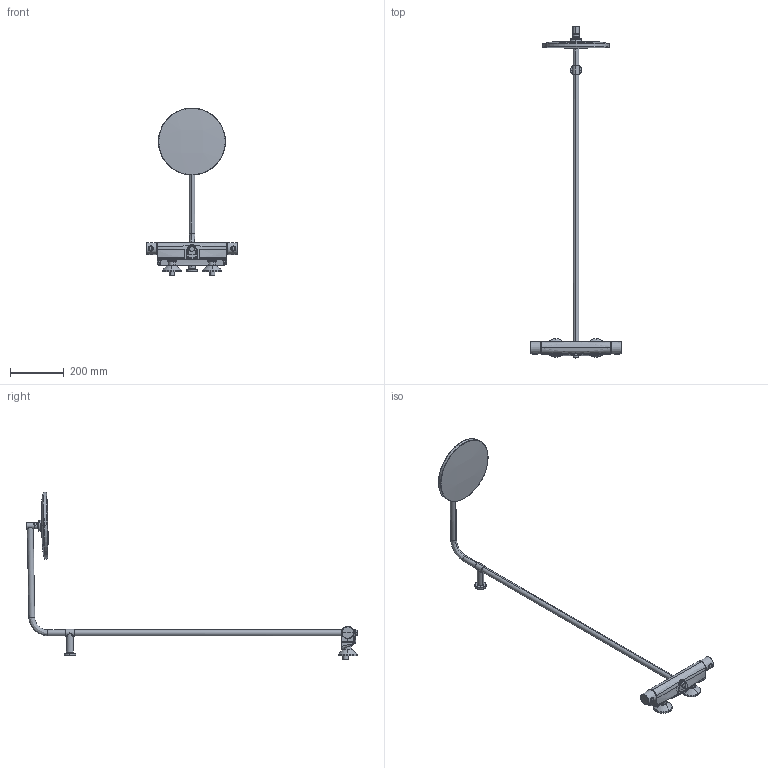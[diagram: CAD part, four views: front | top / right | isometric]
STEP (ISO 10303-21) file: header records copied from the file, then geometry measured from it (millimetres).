
FILE_DESCRIPTION (( 'STEP AP203' ), '1' );
FILE_NAME ('7192NU(2023)+7192NU-33(2023)+65159201(2023)+6515920133(2023).STEP', '2023-02-09T08:32:15', ( '' ), ( '' ), 'SwSTEP 2.0', 'SolidWorks 2016', '' );
FILE_SCHEMA (( 'CONFIG_CONTROL_DESIGN' ));
Products named in the file (1): 7192NU(2023)+7192NU-33(2023)+65159201(2023)+6515920133(2023)
Bounding box: 342.65 x 1238.41 x 626.86 mm (x, y, z)
Volume: 2545036.6 mm3; surface area: 373827.2 mm2
Topology: 1 solids, 3 shells, 864 faces, 2077 edges, 1226 vertices
Faces by surface type: bspline 484, cylinder 159, plane 110, cone 61, torus 34, sphere 16
Entity records: 55357 total; most frequent: CARTESIAN_POINT 39180, ORIENTED_EDGE 4098, DIRECTION 2234, EDGE_CURVE 2049, VERTEX_POINT 1226, B_SPLINE_CURVE_WITH_KNOTS 1039, AXIS2_PLACEMENT_3D 945, EDGE_LOOP 903
